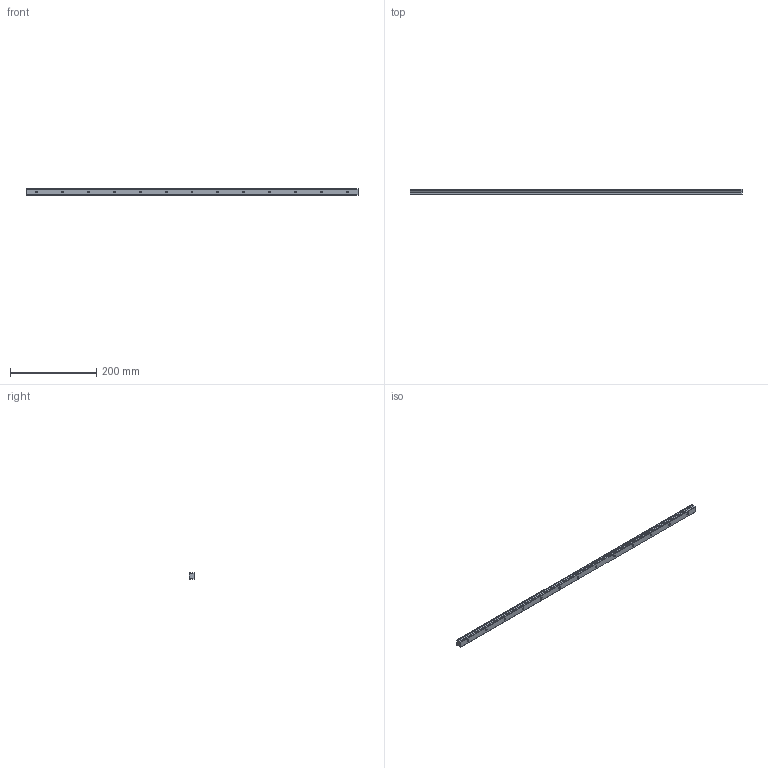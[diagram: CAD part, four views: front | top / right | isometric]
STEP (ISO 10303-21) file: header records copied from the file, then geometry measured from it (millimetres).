
FILE_DESCRIPTION (( 'STEP AP214' ), '1' );
FILE_NAME ('SSR15XTB1SS-770LY_G25_0_PB1021B_356-55_0_0_0.STEP', '2021-06-24T10:42:46', ( '' ), ( '' ), 'SwSTEP 2.0', 'SolidWorks 2021', '' );
FILE_SCHEMA (( 'AUTOMOTIVE_DESIGN' ));
Length unit declared in the file: millimetre
Products named in the file (2): SSR15XTB1SS-770LY_G25_0_PB1021B_356-55_0_0_0; _SSR15XTBY77025Y Track
Assembly tree (1 placements, depth 2):
  SSR15XTB1SS-770LY_G25_0_PB1021B_356-55_0_0_0
    _SSR15XTBY77025Y Track
Bounding box: 770 x 12.5 x 15 mm (x, y, z)
Volume: 124935 mm3; surface area: 47172.1 mm2
Topology: 1 solids, 1 shells, 93 faces, 234 edges, 156 vertices
Faces by surface type: cylinder 60, plane 33
Entity records: 2966 total; most frequent: DIRECTION 548, CARTESIAN_POINT 487, ORIENTED_EDGE 468, EDGE_CURVE 234, AXIS2_PLACEMENT_3D 217, VERTEX_POINT 156, EDGE_LOOP 132, CIRCLE 120
